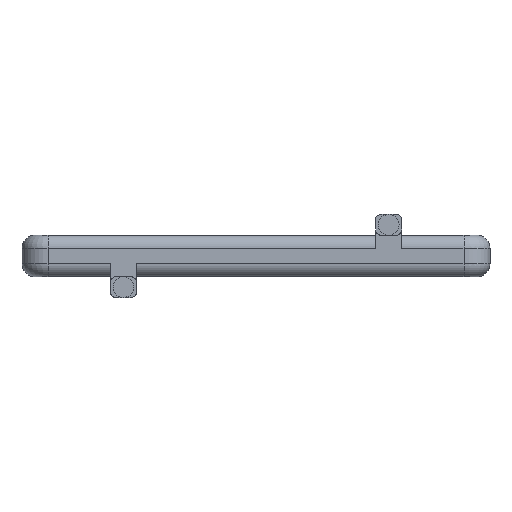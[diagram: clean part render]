
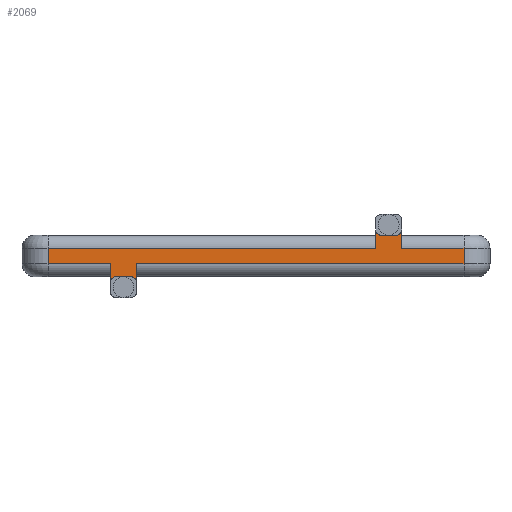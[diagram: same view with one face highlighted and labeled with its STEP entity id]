
A CAD part, front view. The second image highlights one B-rep face of the part: STEP entity #2069.
In plain terms, the highlighted planar face has unit normal (0, -1, 0).
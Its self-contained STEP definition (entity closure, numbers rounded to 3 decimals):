
#22 = LINE ( 'NONE', #3140, #4224 ) ;
#40 = CIRCLE ( 'NONE', #4936, 0.2 ) ;
#171 = CARTESIAN_POINT ( 'NONE',  ( 5.6, -11., 0.8 ) ) ;
#229 = DIRECTION ( 'NONE',  ( 1., 0., 0. ) ) ;
#235 = AXIS2_PLACEMENT_3D ( 'NONE', #3018, #5225, #711 ) ;
#260 = EDGE_CURVE ( 'NONE', #2894, #667, #433, .T. ) ;
#297 = DIRECTION ( 'NONE',  ( 0., 1., 0. ) ) ;
#305 = CARTESIAN_POINT ( 'NONE',  ( 8., -11., 0.8 ) ) ;
#313 = VECTOR ( 'NONE', #4041, 1000. ) ;
#418 = ORIENTED_EDGE ( 'NONE', *, *, #4851, .T. ) ;
#428 = VERTEX_POINT ( 'NONE', #1047 ) ;
#433 = LINE ( 'NONE', #462, #964 ) ;
#462 = CARTESIAN_POINT ( 'NONE',  ( -5.6, -11., 0.8 ) ) ;
#465 = CARTESIAN_POINT ( 'NONE',  ( -4.6, -11., -0.3 ) ) ;
#466 = LINE ( 'NONE', #4879, #313 ) ;
#480 = EDGE_CURVE ( 'NONE', #667, #1304, #40, .T. ) ;
#482 = CARTESIAN_POINT ( 'NONE',  ( -5.6, -11., -1. ) ) ;
#491 = DIRECTION ( 'NONE',  ( 0., 1., 0. ) ) ;
#502 = ORIENTED_EDGE ( 'NONE', *, *, #4622, .T. ) ;
#519 = DIRECTION ( 'NONE',  ( 0., 0., -1. ) ) ;
#626 = VECTOR ( 'NONE', #2274, 1000. ) ;
#636 = EDGE_CURVE ( 'NONE', #2718, #934, #4113, .T. ) ;
#660 = CARTESIAN_POINT ( 'NONE',  ( -8., -11., 0.8 ) ) ;
#667 = VERTEX_POINT ( 'NONE', #482 ) ;
#711 = DIRECTION ( 'NONE',  ( 0., 0., 1. ) ) ;
#848 = EDGE_CURVE ( 'NONE', #428, #3686, #1263, .T. ) ;
#934 = VERTEX_POINT ( 'NONE', #5408 ) ;
#956 = CARTESIAN_POINT ( 'NONE',  ( 4.6, -11., 1. ) ) ;
#959 = LINE ( 'NONE', #4148, #5788 ) ;
#964 = VECTOR ( 'NONE', #5366, 1000. ) ;
#1000 = FACE_OUTER_BOUND ( 'NONE', #2160, .T. ) ;
#1022 = ORIENTED_EDGE ( 'NONE', *, *, #480, .T. ) ;
#1047 = CARTESIAN_POINT ( 'NONE',  ( -4.8, -11., -0.8 ) ) ;
#1048 = EDGE_CURVE ( 'NONE', #3239, #3769, #1458, .T. ) ;
#1118 = ORIENTED_EDGE ( 'NONE', *, *, #2699, .T. ) ;
#1121 = ORIENTED_EDGE ( 'NONE', *, *, #1566, .T. ) ;
#1157 = AXIS2_PLACEMENT_3D ( 'NONE', #5813, #1793, #4539 ) ;
#1162 = LINE ( 'NONE', #171, #4468 ) ;
#1263 = CIRCLE ( 'NONE', #235, 0.2 ) ;
#1291 = VERTEX_POINT ( 'NONE', #5021 ) ;
#1299 = VERTEX_POINT ( 'NONE', #4211 ) ;
#1304 = VERTEX_POINT ( 'NONE', #4640 ) ;
#1412 = VECTOR ( 'NONE', #3371, 1000. ) ;
#1425 = AXIS2_PLACEMENT_3D ( 'NONE', #660, #297, #2552 ) ;
#1458 = LINE ( 'NONE', #5438, #1858 ) ;
#1487 = PLANE ( 'NONE',  #1425 ) ;
#1510 = ORIENTED_EDGE ( 'NONE', *, *, #4419, .T. ) ;
#1534 = CARTESIAN_POINT ( 'NONE',  ( -5.4, -11., -1. ) ) ;
#1562 = VERTEX_POINT ( 'NONE', #3381 ) ;
#1566 = EDGE_CURVE ( 'NONE', #1291, #2647, #2950, .T. ) ;
#1658 = ORIENTED_EDGE ( 'NONE', *, *, #4676, .T. ) ;
#1709 = DIRECTION ( 'NONE',  ( 0., 0., 1. ) ) ;
#1736 = CARTESIAN_POINT ( 'NONE',  ( -4.6, -11., 0.8 ) ) ;
#1793 = DIRECTION ( 'NONE',  ( 0., 1., 0. ) ) ;
#1815 = AXIS2_PLACEMENT_3D ( 'NONE', #5587, #491, #4257 ) ;
#1835 = DIRECTION ( 'NONE',  ( -1., 0., 0. ) ) ;
#1857 = VECTOR ( 'NONE', #2705, 1000. ) ;
#1858 = VECTOR ( 'NONE', #3280, 1000. ) ;
#1902 = DIRECTION ( 'NONE',  ( 0., 0., 1. ) ) ;
#1962 = DIRECTION ( 'NONE',  ( 0., 1., 0. ) ) ;
#1988 = CARTESIAN_POINT ( 'NONE',  ( 8., -11., 0.3 ) ) ;
#1991 = LINE ( 'NONE', #3852, #2516 ) ;
#2069 = ADVANCED_FACE ( 'NONE', ( #1000 ), #1487, .F. ) ;
#2070 = CARTESIAN_POINT ( 'NONE',  ( -5.6, -11., -0.3 ) ) ;
#2160 = EDGE_LOOP ( 'NONE', ( #502, #5037, #4529, #4569, #1118, #1658, #4230, #1121, #418, #1510, #2659, #4151, #3203, #1022, #5068, #2946 ) ) ;
#2190 = EDGE_CURVE ( 'NONE', #1304, #428, #4960, .T. ) ;
#2225 = CARTESIAN_POINT ( 'NONE',  ( -8., -11., -0.8 ) ) ;
#2274 = DIRECTION ( 'NONE',  ( -1., 0., 0. ) ) ;
#2477 = DIRECTION ( 'NONE',  ( 0., 0., 1. ) ) ;
#2516 = VECTOR ( 'NONE', #229, 1000. ) ;
#2552 = DIRECTION ( 'NONE',  ( 0., 0., 1. ) ) ;
#2594 = CIRCLE ( 'NONE', #1157, 0.2 ) ;
#2607 = CARTESIAN_POINT ( 'NONE',  ( -8., -11., 0.3 ) ) ;
#2647 = VERTEX_POINT ( 'NONE', #956 ) ;
#2659 = ORIENTED_EDGE ( 'NONE', *, *, #4096, .T. ) ;
#2699 = EDGE_CURVE ( 'NONE', #934, #1562, #1162, .T. ) ;
#2703 = DIRECTION ( 'NONE',  ( 1., 0., 0. ) ) ;
#2705 = DIRECTION ( 'NONE',  ( 1., 0., 0. ) ) ;
#2718 = VERTEX_POINT ( 'NONE', #1988 ) ;
#2894 = VERTEX_POINT ( 'NONE', #2070 ) ;
#2946 = ORIENTED_EDGE ( 'NONE', *, *, #848, .T. ) ;
#2950 = CIRCLE ( 'NONE', #1815, 0.2 ) ;
#3018 = CARTESIAN_POINT ( 'NONE',  ( -4.8, -11., -1. ) ) ;
#3136 = CARTESIAN_POINT ( 'NONE',  ( -8., -11., -0.3 ) ) ;
#3140 = CARTESIAN_POINT ( 'NONE',  ( -8., -11., 0.3 ) ) ;
#3153 = CARTESIAN_POINT ( 'NONE',  ( -8., -11., 0.8 ) ) ;
#3203 = ORIENTED_EDGE ( 'NONE', *, *, #260, .T. ) ;
#3239 = VERTEX_POINT ( 'NONE', #465 ) ;
#3268 = EDGE_CURVE ( 'NONE', #1291, #1299, #3658, .T. ) ;
#3280 = DIRECTION ( 'NONE',  ( 1., 0., 0. ) ) ;
#3283 = VECTOR ( 'NONE', #1709, 1000. ) ;
#3371 = DIRECTION ( 'NONE',  ( 0., 0., -1. ) ) ;
#3376 = CARTESIAN_POINT ( 'NONE',  ( -4.6, -11., -1. ) ) ;
#3381 = CARTESIAN_POINT ( 'NONE',  ( 5.6, -11., 1. ) ) ;
#3476 = CARTESIAN_POINT ( 'NONE',  ( 4.6, -11., 0.3 ) ) ;
#3494 = EDGE_CURVE ( 'NONE', #5512, #2894, #1991, .T. ) ;
#3502 = VERTEX_POINT ( 'NONE', #2607 ) ;
#3523 = CARTESIAN_POINT ( 'NONE',  ( 8., -11., -0.3 ) ) ;
#3658 = LINE ( 'NONE', #3153, #1857 ) ;
#3686 = VERTEX_POINT ( 'NONE', #3376 ) ;
#3769 = VERTEX_POINT ( 'NONE', #3523 ) ;
#3852 = CARTESIAN_POINT ( 'NONE',  ( -5.6, -11., -0.3 ) ) ;
#4041 = DIRECTION ( 'NONE',  ( 0., 0., -1. ) ) ;
#4096 = EDGE_CURVE ( 'NONE', #3502, #5512, #959, .T. ) ;
#4113 = LINE ( 'NONE', #4895, #626 ) ;
#4148 = CARTESIAN_POINT ( 'NONE',  ( -8., -11., 0.8 ) ) ;
#4151 = ORIENTED_EDGE ( 'NONE', *, *, #3494, .T. ) ;
#4211 = CARTESIAN_POINT ( 'NONE',  ( 5.4, -11., 0.8 ) ) ;
#4224 = VECTOR ( 'NONE', #1835, 1000. ) ;
#4230 = ORIENTED_EDGE ( 'NONE', *, *, #3268, .F. ) ;
#4257 = DIRECTION ( 'NONE',  ( 0., 0., 1. ) ) ;
#4276 = VERTEX_POINT ( 'NONE', #3476 ) ;
#4419 = EDGE_CURVE ( 'NONE', #4276, #3502, #22, .T. ) ;
#4468 = VECTOR ( 'NONE', #2477, 1000. ) ;
#4529 = ORIENTED_EDGE ( 'NONE', *, *, #5563, .F. ) ;
#4539 = DIRECTION ( 'NONE',  ( 0., 0., 1. ) ) ;
#4569 = ORIENTED_EDGE ( 'NONE', *, *, #636, .T. ) ;
#4622 = EDGE_CURVE ( 'NONE', #3686, #3239, #5255, .T. ) ;
#4640 = CARTESIAN_POINT ( 'NONE',  ( -5.4, -11., -0.8 ) ) ;
#4676 = EDGE_CURVE ( 'NONE', #1562, #1299, #2594, .T. ) ;
#4737 = LINE ( 'NONE', #305, #1412 ) ;
#4851 = EDGE_CURVE ( 'NONE', #2647, #4276, #466, .T. ) ;
#4879 = CARTESIAN_POINT ( 'NONE',  ( 4.6, -11., 0.8 ) ) ;
#4895 = CARTESIAN_POINT ( 'NONE',  ( -8., -11., 0.3 ) ) ;
#4936 = AXIS2_PLACEMENT_3D ( 'NONE', #1534, #1962, #1902 ) ;
#4960 = LINE ( 'NONE', #2225, #5459 ) ;
#5021 = CARTESIAN_POINT ( 'NONE',  ( 4.8, -11., 0.8 ) ) ;
#5037 = ORIENTED_EDGE ( 'NONE', *, *, #1048, .T. ) ;
#5068 = ORIENTED_EDGE ( 'NONE', *, *, #2190, .T. ) ;
#5225 = DIRECTION ( 'NONE',  ( 0., 1., 0. ) ) ;
#5255 = LINE ( 'NONE', #1736, #3283 ) ;
#5366 = DIRECTION ( 'NONE',  ( 0., 0., -1. ) ) ;
#5408 = CARTESIAN_POINT ( 'NONE',  ( 5.6, -11., 0.3 ) ) ;
#5438 = CARTESIAN_POINT ( 'NONE',  ( 8., -11., -0.3 ) ) ;
#5459 = VECTOR ( 'NONE', #2703, 1000. ) ;
#5512 = VERTEX_POINT ( 'NONE', #3136 ) ;
#5563 = EDGE_CURVE ( 'NONE', #2718, #3769, #4737, .T. ) ;
#5587 = CARTESIAN_POINT ( 'NONE',  ( 4.8, -11., 1. ) ) ;
#5788 = VECTOR ( 'NONE', #519, 1000. ) ;
#5813 = CARTESIAN_POINT ( 'NONE',  ( 5.4, -11., 1. ) ) ;
